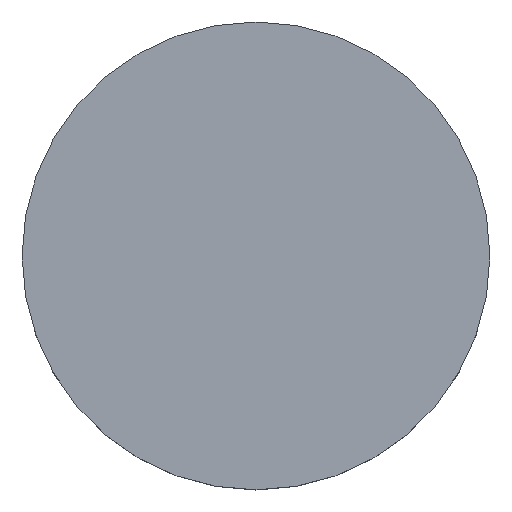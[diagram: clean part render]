
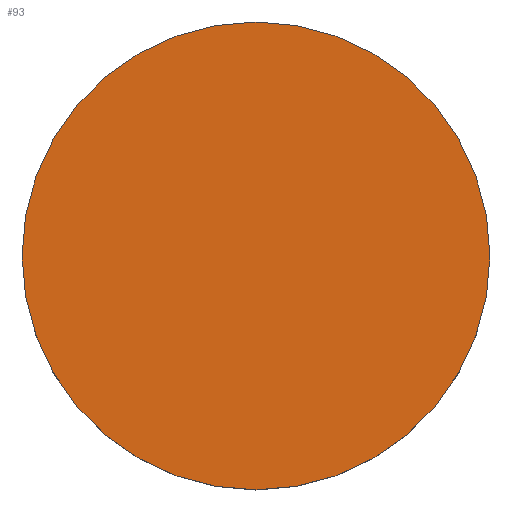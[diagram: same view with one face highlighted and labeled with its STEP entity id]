
A CAD part, top view. The second image highlights one B-rep face of the part: STEP entity #93.
In plain terms, the highlighted planar face has unit normal (0, 0, 1).
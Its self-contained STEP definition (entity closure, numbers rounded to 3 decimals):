
#3 = CIRCLE ( 'NONE', #18, 10. ) ;
#6 = VERTEX_POINT ( 'NONE', #63 ) ;
#18 = AXIS2_PLACEMENT_3D ( 'NONE', #108, #119, #158 ) ;
#40 = ORIENTED_EDGE ( 'NONE', *, *, #98, .T. ) ;
#41 = EDGE_CURVE ( 'NONE', #6, #62, #3, .T. ) ;
#42 = PLANE ( 'NONE',  #133 ) ;
#45 = EDGE_LOOP ( 'NONE', ( #151, #40 ) ) ;
#56 = DIRECTION ( 'NONE',  ( 0., 0., 1. ) ) ;
#62 = VERTEX_POINT ( 'NONE', #173 ) ;
#63 = CARTESIAN_POINT ( 'NONE',  ( -10., 0., 1.65 ) ) ;
#85 = FACE_OUTER_BOUND ( 'NONE', #45, .T. ) ;
#86 = CARTESIAN_POINT ( 'NONE',  ( 0., 0., 1.65 ) ) ;
#88 = DIRECTION ( 'NONE',  ( 1., 0., 0. ) ) ;
#93 = ADVANCED_FACE ( 'NONE', ( #85 ), #42, .T. ) ;
#98 = EDGE_CURVE ( 'NONE', #62, #6, #140, .T. ) ;
#108 = CARTESIAN_POINT ( 'NONE',  ( 0., 0., 1.65 ) ) ;
#110 = AXIS2_PLACEMENT_3D ( 'NONE', #86, #56, #114 ) ;
#114 = DIRECTION ( 'NONE',  ( 1., 0., 0. ) ) ;
#119 = DIRECTION ( 'NONE',  ( 0., 0., 1. ) ) ;
#128 = DIRECTION ( 'NONE',  ( 0., 0., 1. ) ) ;
#133 = AXIS2_PLACEMENT_3D ( 'NONE', #144, #128, #88 ) ;
#140 = CIRCLE ( 'NONE', #110, 10. ) ;
#144 = CARTESIAN_POINT ( 'NONE',  ( 0., 0., 1.65 ) ) ;
#151 = ORIENTED_EDGE ( 'NONE', *, *, #41, .T. ) ;
#158 = DIRECTION ( 'NONE',  ( 1., 0., 0. ) ) ;
#173 = CARTESIAN_POINT ( 'NONE',  ( 10., 0., 1.65 ) ) ;
